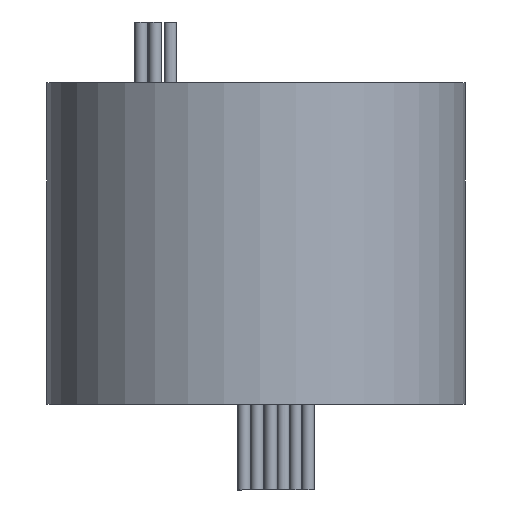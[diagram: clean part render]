
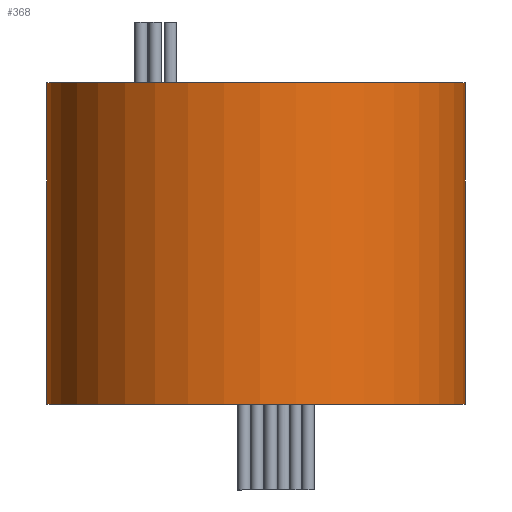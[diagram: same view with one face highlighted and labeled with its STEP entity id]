
A CAD part, front view. The second image highlights one B-rep face of the part: STEP entity #368.
In plain terms, the highlighted cylindrical face has radius 10.922 mm (diameter 21.844 mm), a full revolution.
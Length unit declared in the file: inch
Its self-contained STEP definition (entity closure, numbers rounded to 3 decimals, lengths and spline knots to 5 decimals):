
#68=FACE_OUTER_BOUND('',#102,.T.);
#102=EDGE_LOOP('',(#291,#292,#293,#294));
#138=LINE('',#664,#152);
#152=VECTOR('',#538,0.43);
#173=CIRCLE('',#437,0.43);
#174=CIRCLE('',#438,0.43);
#201=VERTEX_POINT('',#661);
#202=VERTEX_POINT('',#663);
#236=EDGE_CURVE('',#201,#201,#173,.T.);
#237=EDGE_CURVE('',#201,#202,#138,.T.);
#238=EDGE_CURVE('',#202,#202,#174,.T.);
#291=ORIENTED_EDGE('',*,*,#236,.F.);
#292=ORIENTED_EDGE('',*,*,#237,.T.);
#293=ORIENTED_EDGE('',*,*,#238,.T.);
#294=ORIENTED_EDGE('',*,*,#237,.F.);
#348=CYLINDRICAL_SURFACE('',#436,0.43);
#368=ADVANCED_FACE('',(#68),#348,.T.);
#436=AXIS2_PLACEMENT_3D('',#660,#534,#535);
#437=AXIS2_PLACEMENT_3D('',#662,#536,#537);
#438=AXIS2_PLACEMENT_3D('',#665,#539,#540);
#534=DIRECTION('center_axis',(0.,0.,
-1.));
#535=DIRECTION('ref_axis',(-0.856,-0.517,0.));
#536=DIRECTION('center_axis',(0.,0.,
-1.));
#537=DIRECTION('ref_axis',(-0.856,-0.517,0.));
#538=DIRECTION('',(0.,0.,1.));
#539=DIRECTION('center_axis',(0.,0.,
-1.));
#540=DIRECTION('ref_axis',(-0.856,-0.517,0.));
#660=CARTESIAN_POINT('Origin',(-1.44592,0.33821,0.));
#661=CARTESIAN_POINT('',(-1.07777,0.56039,-0.66));
#662=CARTESIAN_POINT('Origin',(-1.44592,0.33821,-0.66));
#663=CARTESIAN_POINT('',(-1.07777,0.56039,0.));
#664=CARTESIAN_POINT('',(-1.07777,0.56039,0.));
#665=CARTESIAN_POINT('Origin',(-1.44592,0.33821,0.));
